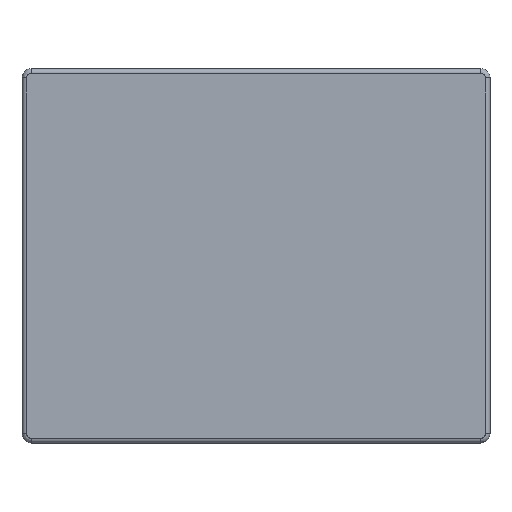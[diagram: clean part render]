
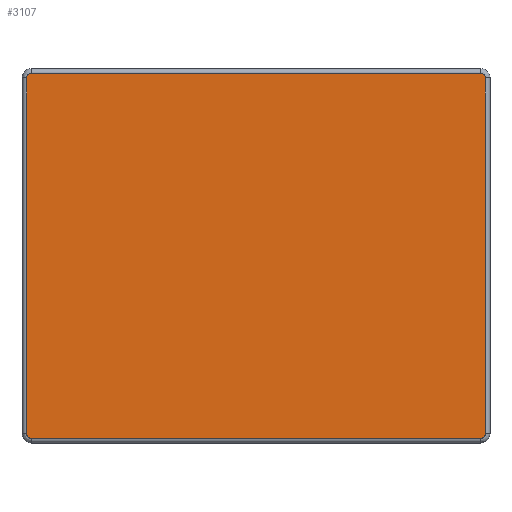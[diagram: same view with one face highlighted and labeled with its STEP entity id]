
A CAD part, top view. The second image highlights one B-rep face of the part: STEP entity #3107.
In plain terms, the highlighted planar face has unit normal (0, 0, 1).
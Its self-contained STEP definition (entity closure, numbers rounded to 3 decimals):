
#110=CIRCLE('',#3299,0.025);
#116=CIRCLE('',#3306,0.025);
#120=CIRCLE('',#3311,0.025);
#124=CIRCLE('',#3316,0.025);
#245=FACE_OUTER_BOUND('',#422,.T.);
#422=EDGE_LOOP('',(#2198,#2199,#2200,#2201,#2202,#2203,#2204,#2205));
#683=LINE('',#4728,#1025);
#685=LINE('',#4748,#1027);
#687=LINE('',#4768,#1029);
#688=LINE('',#4784,#1030);
#1025=VECTOR('',#3735,10.);
#1027=VECTOR('',#3747,10.);
#1029=VECTOR('',#3759,10.);
#1030=VECTOR('',#3768,10.);
#1363=VERTEX_POINT('',#4716);
#1364=VERTEX_POINT('',#4718);
#1366=VERTEX_POINT('',#4724);
#1368=VERTEX_POINT('',#4738);
#1370=VERTEX_POINT('',#4744);
#1372=VERTEX_POINT('',#4758);
#1374=VERTEX_POINT('',#4764);
#1376=VERTEX_POINT('',#4778);
#1662=EDGE_CURVE('',#1363,#1364,#110,.T.);
#1667=EDGE_CURVE('',#1364,#1366,#683,.T.);
#1670=EDGE_CURVE('',#1366,#1368,#116,.T.);
#1673=EDGE_CURVE('',#1368,#1370,#685,.T.);
#1676=EDGE_CURVE('',#1370,#1372,#120,.T.);
#1679=EDGE_CURVE('',#1372,#1374,#687,.T.);
#1682=EDGE_CURVE('',#1374,#1376,#124,.T.);
#1683=EDGE_CURVE('',#1376,#1363,#688,.T.);
#2198=ORIENTED_EDGE('',*,*,#1662,.F.);
#2199=ORIENTED_EDGE('',*,*,#1683,.F.);
#2200=ORIENTED_EDGE('',*,*,#1682,.F.);
#2201=ORIENTED_EDGE('',*,*,#1679,.F.);
#2202=ORIENTED_EDGE('',*,*,#1676,.F.);
#2203=ORIENTED_EDGE('',*,*,#1673,.F.);
#2204=ORIENTED_EDGE('',*,*,#1670,.F.);
#2205=ORIENTED_EDGE('',*,*,#1667,.F.);
#2952=PLANE('',#3325);
#3107=ADVANCED_FACE('',(#245),#2952,.T.);
#3299=AXIS2_PLACEMENT_3D('',#4719,#3724,#3725);
#3306=AXIS2_PLACEMENT_3D('',#4742,#3740,#3741);
#3311=AXIS2_PLACEMENT_3D('',#4762,#3752,#3753);
#3316=AXIS2_PLACEMENT_3D('',#4782,#3764,#3765);
#3325=AXIS2_PLACEMENT_3D('',#4822,#3799,#3800);
#3724=DIRECTION('center_axis',(0.,0.,-1.));
#3725=DIRECTION('ref_axis',(0.707,-0.707,0.));
#3735=DIRECTION('',(-1.,0.,0.));
#3740=DIRECTION('center_axis',(0.,0.,-1.));
#3741=DIRECTION('ref_axis',(-0.707,-0.707,0.));
#3747=DIRECTION('',(0.,1.,0.));
#3752=DIRECTION('center_axis',(0.,0.,-1.));
#3753=DIRECTION('ref_axis',(-0.707,0.707,0.));
#3759=DIRECTION('',(1.,0.,0.));
#3764=DIRECTION('center_axis',(0.,0.,-1.));
#3765=DIRECTION('ref_axis',(0.707,0.707,0.));
#3768=DIRECTION('',(0.,-1.,0.));
#3799=DIRECTION('center_axis',(0.,0.,1.));
#3800=DIRECTION('ref_axis',(1.,0.,0.));
#4716=CARTESIAN_POINT('',(1.225,-0.95,1.2));
#4718=CARTESIAN_POINT('',(1.2,-0.975,1.2));
#4719=CARTESIAN_POINT('Origin',(1.2,-0.95,1.2));
#4724=CARTESIAN_POINT('',(-1.2,-0.975,1.2));
#4728=CARTESIAN_POINT('',(-0.625,-0.975,1.2));
#4738=CARTESIAN_POINT('',(-1.225,-0.95,1.2));
#4742=CARTESIAN_POINT('Origin',(-1.2,-0.95,1.2));
#4744=CARTESIAN_POINT('',(-1.225,0.95,1.2));
#4748=CARTESIAN_POINT('',(-1.225,0.5,1.2));
#4758=CARTESIAN_POINT('',(-1.2,0.975,1.2));
#4762=CARTESIAN_POINT('Origin',(-1.2,0.95,1.2));
#4764=CARTESIAN_POINT('',(1.2,0.975,1.2));
#4768=CARTESIAN_POINT('',(0.625,0.975,1.2));
#4778=CARTESIAN_POINT('',(1.225,0.95,1.2));
#4782=CARTESIAN_POINT('Origin',(1.2,0.95,1.2));
#4784=CARTESIAN_POINT('',(1.225,-0.5,1.2));
#4822=CARTESIAN_POINT('Origin',(0.,0.,1.2));
